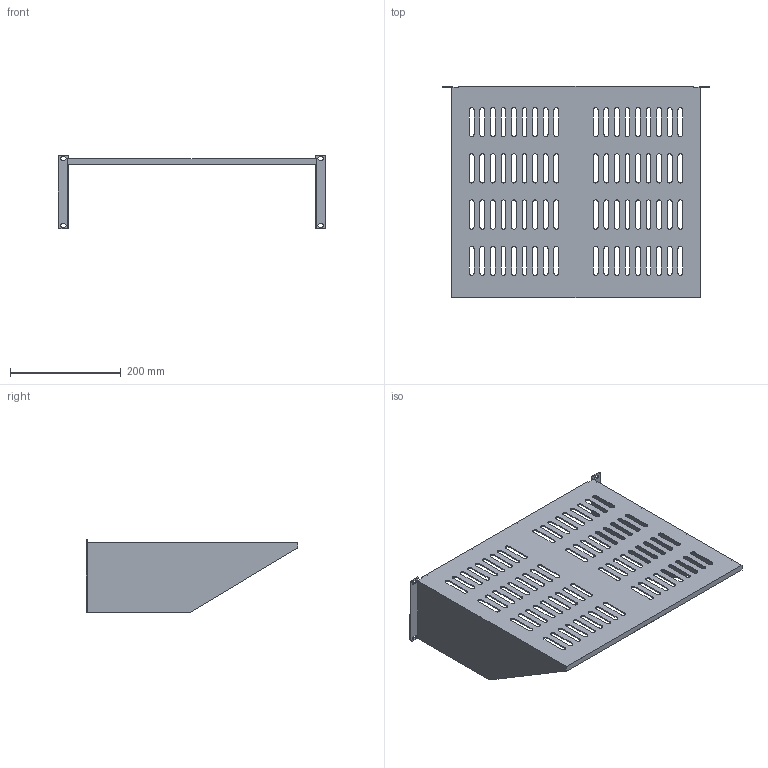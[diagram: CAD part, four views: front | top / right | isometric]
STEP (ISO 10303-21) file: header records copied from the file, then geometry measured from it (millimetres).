
FILE_DESCRIPTION (( 'STEP AP214' ), '1' );
FILE_NAME ('RP00013-3.STEP', '2019-07-16T15:44:54', ( '' ), ( '' ), 'SwSTEP 2.0', 'SolidWorks 2018', '' );
FILE_SCHEMA (( 'AUTOMOTIVE_DESIGN' ));
Length unit declared in the file: inch
Products named in the file (1): RP00013-3
Bounding box: 482.6 x 381.02 x 133.35 mm (x, y, z)
Volume: 446598.5 mm3; surface area: 469212.3 mm2
Topology: 1 solids, 1 shells, 336 faces, 998 edges, 664 vertices
Faces by surface type: plane 180, cylinder 156
Entity records: 12602 total; most frequent: CARTESIAN_POINT 1999, ORIENTED_EDGE 1996, DIRECTION 1984, EDGE_CURVE 998, VECTOR 686, LINE 686, VERTEX_POINT 664, AXIS2_PLACEMENT_3D 649
